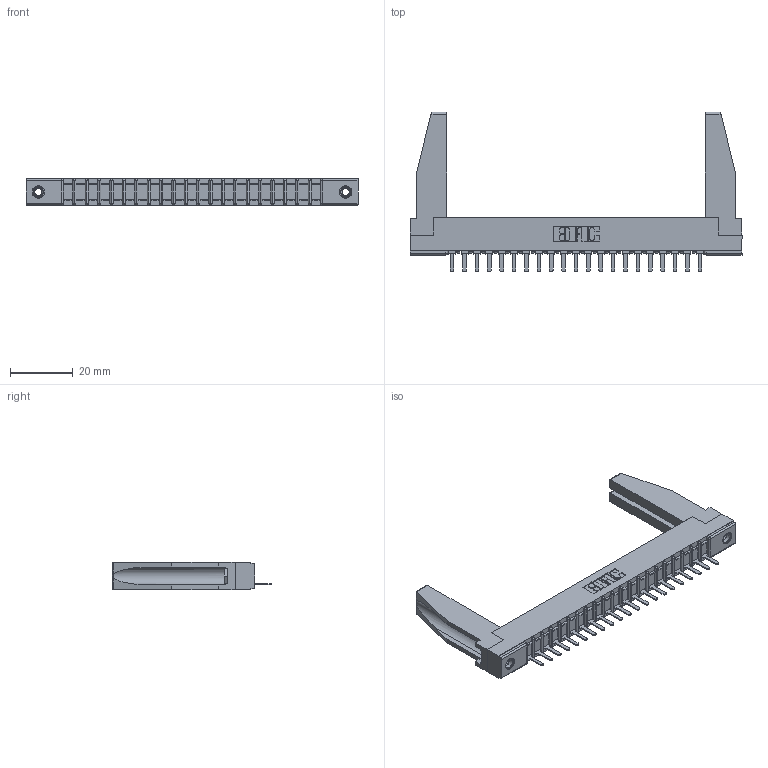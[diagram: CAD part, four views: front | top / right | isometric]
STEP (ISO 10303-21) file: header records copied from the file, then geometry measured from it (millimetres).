
FILE_DESCRIPTION (( 'STEP AP203' ), '1' );
FILE_NAME ('357-021-521-178.STEP', '2019-09-16T22:44:16', ( '' ), ( '' ), 'SwSTEP 2.0', 'SolidWorks 2016', '' );
FILE_SCHEMA (( 'CONFIG_CONTROL_DESIGN' ));
Length unit declared in the file: inch
Products named in the file (5): 307-220-078; 307 Part_.156 Dia Mounting Holes; 307-290-002_521; 357-021-521-178; 345-250-001_345-250-001-102
Assembly tree (26 placements, depth 2):
  357-021-521-178
    307 Part_.156 Dia Mounting Holes
    307-290-002_521  x21
    307-220-078  x2
    345-250-001_345-250-001-102  x2
Bounding box: 106.22 x 51.13 x 8.71 mm (x, y, z)
Volume: 11006.7 mm3; surface area: 16533.8 mm2
Topology: 26 solids, 26 shells, 1824 faces, 5525 edges, 3614 vertices
Faces by surface type: plane 1099, cylinder 665, sphere 44, cone 12, torus 4
Entity records: 23749 total; most frequent: CARTESIAN_POINT 4002, ORIENTED_EDGE 3948, DIRECTION 3854, EDGE_CURVE 1974, LINE 1506, VECTOR 1506, VERTEX_POINT 1280, AXIS2_PLACEMENT_3D 1174
